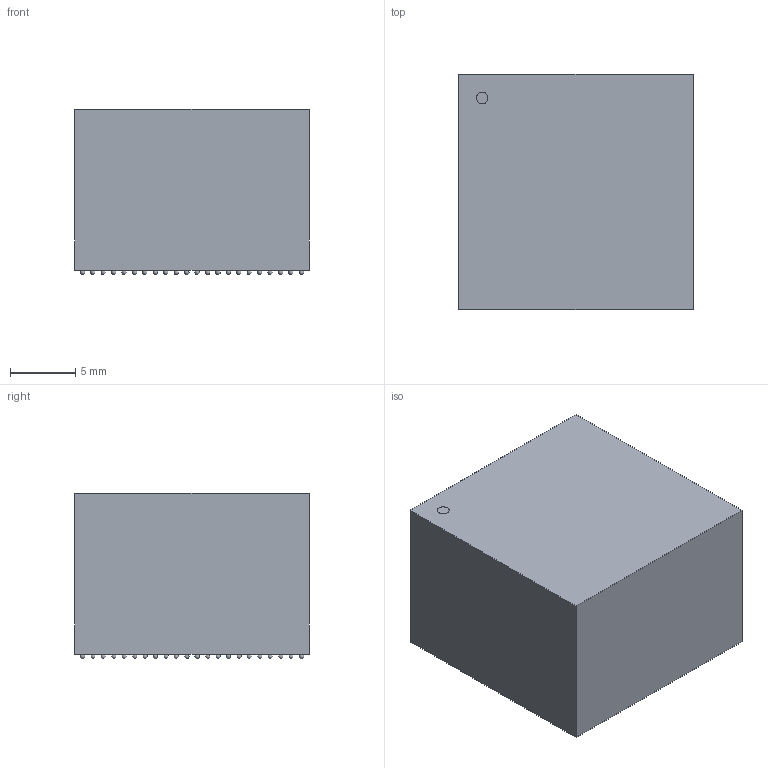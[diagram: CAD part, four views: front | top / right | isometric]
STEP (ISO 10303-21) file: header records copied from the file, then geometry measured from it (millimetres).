
FILE_DESCRIPTION(('STEP AP214'),'1');
FILE_NAME('LFBGA448_18X18','2024-06-16T11:58:06',(''),(''),'','','');
FILE_SCHEMA(('AUTOMOTIVE_DESIGN'));
Length unit declared in the file: millimetre
Products named in the file (1): product
Bounding box: 18.01 x 18.01 x 12.7 mm (x, y, z)
Volume: 4024.4 mm3; surface area: 1895 mm2
Topology: 898 solids, 898 shells, 905 faces, 2703 edges, 1802 vertices
Faces by surface type: sphere 896, plane 8, cylinder 1
Full cylindrical faces by diameter (mm): 0.9 x1
Entity records: 8437 total; most frequent: DIRECTION 1830, CARTESIAN_POINT 919, AXIS2_PLACEMENT_3D 909, STYLED_ITEM 905, ADVANCED_FACE 905, MANIFOLD_SOLID_BREP 898, CLOSED_SHELL 898, SPHERICAL_SURFACE 896
